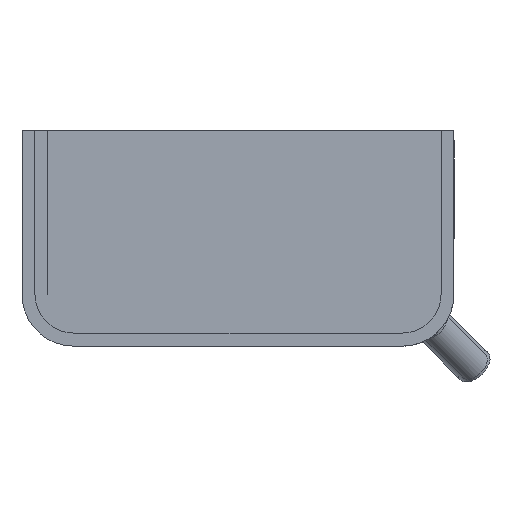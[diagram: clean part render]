
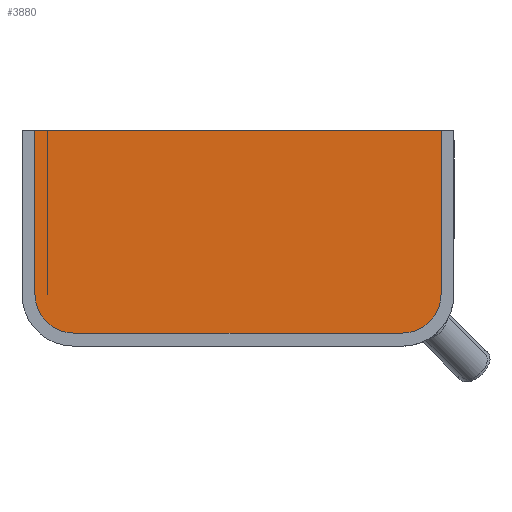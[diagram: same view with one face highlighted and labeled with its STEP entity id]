
A CAD part, left-side view. The second image highlights one B-rep face of the part: STEP entity #3880.
In plain terms, the highlighted planar face has unit normal (-1, 0, 0).
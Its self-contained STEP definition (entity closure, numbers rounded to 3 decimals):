
#513=LINE($,#6280,#796);
#516=LINE($,#6286,#799);
#517=LINE($,#6290,#800);
#518=LINE($,#6293,#801);
#796=VECTOR($,#5102,94.);
#799=VECTOR($,#5107,38.);
#800=VECTOR($,#5110,76.);
#801=VECTOR($,#5113,38.);
#1025=FACE_OUTER_BOUND($,#1354,.T.);
#1354=EDGE_LOOP($,(#3001,#3002,#3003,#3004,#3005,#3006));
#1557=CIRCLE($,#4233,9.);
#1558=CIRCLE($,#4234,9.);
#1848=VERTEX_POINT($,#6277);
#1849=VERTEX_POINT($,#6279);
#1851=VERTEX_POINT($,#6285);
#1852=VERTEX_POINT($,#6287);
#1853=VERTEX_POINT($,#6289);
#1854=VERTEX_POINT($,#6291);
#2263=EDGE_CURVE($,#1849,#1848,#513,.T.);
#2266=EDGE_CURVE($,#1851,#1848,#516,.T.);
#2267=EDGE_CURVE($,#1852,#1851,#1557,.T.);
#2268=EDGE_CURVE($,#1853,#1852,#517,.T.);
#2269=EDGE_CURVE($,#1854,#1853,#1558,.T.);
#2270=EDGE_CURVE($,#1849,#1854,#518,.T.);
#3001=ORIENTED_EDGE($,*,*,#2263,.T.);
#3002=ORIENTED_EDGE($,*,*,#2266,.F.);
#3003=ORIENTED_EDGE($,*,*,#2267,.F.);
#3004=ORIENTED_EDGE($,*,*,#2268,.F.);
#3005=ORIENTED_EDGE($,*,*,#2269,.F.);
#3006=ORIENTED_EDGE($,*,*,#2270,.F.);
#3438=PLANE($,#4232);
#3880=ADVANCED_FACE($,(#1025),#3438,.T.);
#4232=AXIS2_PLACEMENT_3D($,#6284,#5105,#5106);
#4233=AXIS2_PLACEMENT_3D($,#6288,#5108,#5109);
#4234=AXIS2_PLACEMENT_3D($,#6292,#5111,#5112);
#5102=DIRECTION($,(0.,1.,0.));
#5105=DIRECTION('center_axis',(-1.,0.,0.));
#5106=DIRECTION('ref_axis',(0.,1.,0.));
#5107=DIRECTION($,(0.,0.,1.));
#5108=DIRECTION('center_axis',(1.,0.,0.));
#5109=DIRECTION('ref_axis',(0.,0.707,-0.707));
#5110=DIRECTION($,(0.,1.,0.));
#5111=DIRECTION('center_axis',(1.,0.,0.));
#5112=DIRECTION('ref_axis',(0.,-0.707,-0.707));
#5113=DIRECTION($,(0.,0.,-1.));
#6277=CARTESIAN_POINT('',(-500.,46.983,50.033));
#6279=CARTESIAN_POINT('',(-500.,-47.017,50.033));
#6280=CARTESIAN_POINT($,(-500.,-0.009,50.033));
#6284=CARTESIAN_POINT('Origin',(-500.,-0.017,27.033));
#6285=CARTESIAN_POINT('',(-500.,46.983,12.033));
#6286=CARTESIAN_POINT($,(-500.,46.983,51.033));
#6287=CARTESIAN_POINT('',(-500.,37.983,3.033));
#6288=CARTESIAN_POINT('Origin',(-500.,37.983,12.033));
#6289=CARTESIAN_POINT('',(-500.,-38.017,3.033));
#6290=CARTESIAN_POINT($,(-500.,46.983,3.033));
#6291=CARTESIAN_POINT('',(-500.,-47.017,12.033));
#6292=CARTESIAN_POINT('Origin',(-500.,-38.017,12.033));
#6293=CARTESIAN_POINT($,(-500.,-47.017,3.033));
